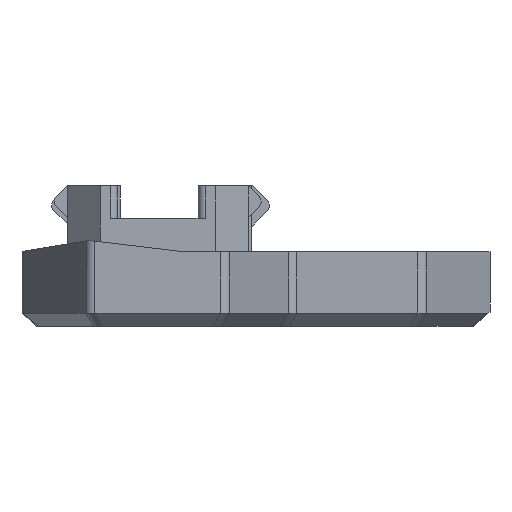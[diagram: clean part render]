
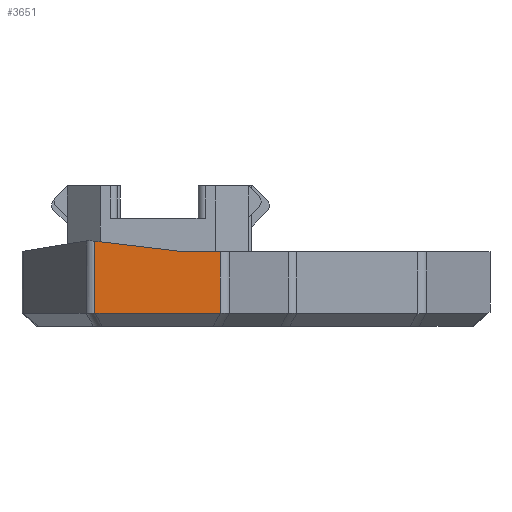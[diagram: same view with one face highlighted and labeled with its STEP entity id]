
A CAD part, front view. The second image highlights one B-rep face of the part: STEP entity #3651.
In plain terms, the highlighted planar face has unit normal (0, -1, 0).
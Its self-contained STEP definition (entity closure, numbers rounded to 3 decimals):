
#145=ELLIPSE('',#3971,1.298,0.85);
#146=ELLIPSE('',#3972,1.298,0.85);
#455=FACE_OUTER_BOUND('',#658,.T.);
#658=EDGE_LOOP('',(#3223,#3224,#3225,#3226,#3227,#3228,#3229));
#787=LINE('',#6746,#1135);
#814=LINE('',#6820,#1162);
#967=LINE('',#9595,#1315);
#1006=LINE('',#9785,#1354);
#1007=LINE('',#9790,#1355);
#1135=VECTOR('',#4253,10.);
#1162=VECTOR('',#4306,10.);
#1315=VECTOR('',#4749,10.);
#1354=VECTOR('',#4866,0.6);
#1355=VECTOR('',#4871,10.);
#1507=VERTEX_POINT('',#6743);
#1508=VERTEX_POINT('',#6745);
#1542=VERTEX_POINT('',#6818);
#1695=VERTEX_POINT('',#9594);
#1737=VERTEX_POINT('',#9774);
#1738=VERTEX_POINT('',#9787);
#1739=VERTEX_POINT('',#9789);
#1906=EDGE_CURVE('',#1508,#1507,#787,.T.);
#1944=EDGE_CURVE('',#1542,#1507,#814,.F.);
#2185=EDGE_CURVE('',#1695,#1542,#967,.T.);
#2249=EDGE_CURVE('',#1737,#1508,#1006,.T.);
#2250=EDGE_CURVE('',#1695,#1738,#145,.T.);
#2251=EDGE_CURVE('',#1738,#1739,#1007,.T.);
#2252=EDGE_CURVE('',#1739,#1737,#146,.T.);
#3223=ORIENTED_EDGE('',*,*,#1906,.T.);
#3224=ORIENTED_EDGE('',*,*,#1944,.F.);
#3225=ORIENTED_EDGE('',*,*,#2185,.F.);
#3226=ORIENTED_EDGE('',*,*,#2250,.T.);
#3227=ORIENTED_EDGE('',*,*,#2251,.T.);
#3228=ORIENTED_EDGE('',*,*,#2252,.T.);
#3229=ORIENTED_EDGE('',*,*,#2249,.T.);
#3466=PLANE('',#3970);
#3651=ADVANCED_FACE('',(#455),#3466,.T.);
#3970=AXIS2_PLACEMENT_3D('',#9786,#4867,#4868);
#3971=AXIS2_PLACEMENT_3D('',#9788,#4869,#4870);
#3972=AXIS2_PLACEMENT_3D('',#9791,#4872,#4873);
#4253=DIRECTION('',(-1.,0.,0.));
#4306=DIRECTION('',(-0.993,0.,0.118));
#4749=DIRECTION('',(0.,0.,1.));
#4866=DIRECTION('',(0.,0.,1.));
#4867=DIRECTION('center_axis',(0.,-1.,0.));
#4868=DIRECTION('ref_axis',(1.,0.,0.));
#4869=DIRECTION('center_axis',(0.,-1.,0.));
#4870=DIRECTION('ref_axis',(0.5,0.,-0.866));
#4871=DIRECTION('',(1.,0.,0.));
#4872=DIRECTION('center_axis',(0.,-1.,0.));
#4873=DIRECTION('ref_axis',(-0.5,0.,-0.866));
#6743=CARTESIAN_POINT('',(-72.145,133.269,4.35));
#6745=CARTESIAN_POINT('',(-69.995,133.269,4.35));
#6746=CARTESIAN_POINT('',(-72.905,133.269,4.35));
#6818=CARTESIAN_POINT('',(-77.32,133.269,4.965));
#6820=CARTESIAN_POINT('',(-86.292,133.269,6.032));
#9594=CARTESIAN_POINT('',(-77.32,133.269,0.75));
#9595=CARTESIAN_POINT('',(-77.32,133.269,4.35));
#9774=CARTESIAN_POINT('',(-69.995,133.269,0.75));
#9785=CARTESIAN_POINT('',(-69.995,133.269,0.75));
#9786=CARTESIAN_POINT('Origin',(-77.841,133.269,0.75));
#9787=CARTESIAN_POINT('',(-77.319,133.269,0.75));
#9788=CARTESIAN_POINT('Origin',(-77.666,133.269,1.952));
#9789=CARTESIAN_POINT('',(-69.996,133.269,0.75));
#9790=CARTESIAN_POINT('',(-72.872,133.269,0.75));
#9791=CARTESIAN_POINT('Origin',(-69.649,133.269,1.952));
